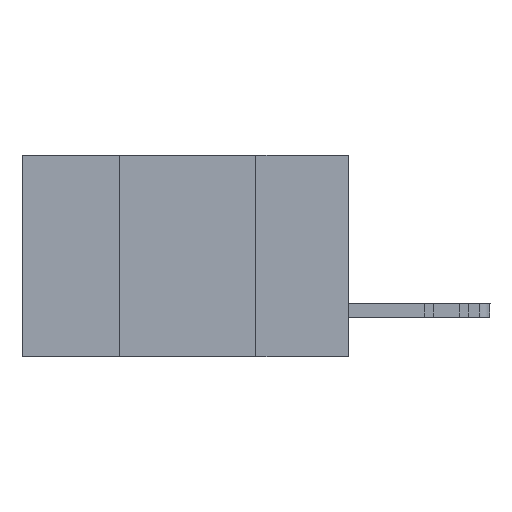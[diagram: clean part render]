
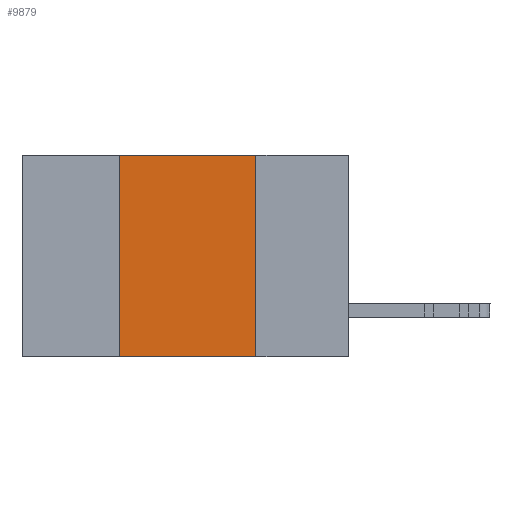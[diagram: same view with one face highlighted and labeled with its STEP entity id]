
A CAD part, left-side view. The second image highlights one B-rep face of the part: STEP entity #9879.
In plain terms, the highlighted planar face has unit normal (-1, 0, 0).
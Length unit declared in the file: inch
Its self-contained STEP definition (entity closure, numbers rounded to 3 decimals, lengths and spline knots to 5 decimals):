
#562 = CARTESIAN_POINT ( 'NONE',  ( 0., 0.17, -0.37 ) ) ;
#3755 = CARTESIAN_POINT ( 'NONE',  ( 0., 0.6, 0. ) ) ;
#4550 = PLANE ( 'NONE',  #7455 ) ;
#4946 = LINE ( 'NONE', #3755, #9221 ) ;
#5634 = DIRECTION ( 'NONE',  ( 0., -1., 0. ) ) ;
#6409 = ORIENTED_EDGE ( 'NONE', *, *, #14436, .T. ) ;
#6531 = VERTEX_POINT ( 'NONE', #562 ) ;
#7455 = AXIS2_PLACEMENT_3D ( 'NONE', #15708, #15424, #15415 ) ;
#8166 = VERTEX_POINT ( 'NONE', #11804 ) ;
#8956 = DIRECTION ( 'NONE',  ( 0., -1., 0. ) ) ;
#9221 = VECTOR ( 'NONE', #5634, 39.37008 ) ;
#9232 = VECTOR ( 'NONE', #22230, 39.37008 ) ;
#9290 = VECTOR ( 'NONE', #8956, 39.37008 ) ;
#9355 = CARTESIAN_POINT ( 'NONE',  ( 0., 0.6, -0.37 ) ) ;
#9715 = VERTEX_POINT ( 'NONE', #17803 ) ;
#9796 = LINE ( 'NONE', #22828, #9232 ) ;
#9879 = ADVANCED_FACE ( 'NONE', ( #19386 ), #4550, .F. ) ;
#9925 = EDGE_CURVE ( 'NONE', #8166, #6531, #9796, .T. ) ;
#9928 = VERTEX_POINT ( 'NONE', #18912 ) ;
#10432 = LINE ( 'NONE', #9355, #9290 ) ;
#10990 = EDGE_CURVE ( 'NONE', #9715, #9928, #19874, .T. ) ;
#11804 = CARTESIAN_POINT ( 'NONE',  ( 0., 0.17, 0. ) ) ;
#14222 = CARTESIAN_POINT ( 'NONE',  ( 0., 0.42, -0.37 ) ) ;
#14436 = EDGE_CURVE ( 'NONE', #9715, #6531, #10432, .T. ) ;
#15183 = VECTOR ( 'NONE', #16147, 39.37008 ) ;
#15415 = DIRECTION ( 'NONE',  ( 0., 0., -1. ) ) ;
#15424 = DIRECTION ( 'NONE',  ( 1., 0., 0. ) ) ;
#15708 = CARTESIAN_POINT ( 'NONE',  ( 0., 0.6, 0. ) ) ;
#15802 = ORIENTED_EDGE ( 'NONE', *, *, #9925, .F. ) ;
#16147 = DIRECTION ( 'NONE',  ( 0., 0., 1. ) ) ;
#17803 = CARTESIAN_POINT ( 'NONE',  ( 0., 0.42, -0.37 ) ) ;
#18912 = CARTESIAN_POINT ( 'NONE',  ( 0., 0.42, 0. ) ) ;
#19386 = FACE_OUTER_BOUND ( 'NONE', #19995, .T. ) ;
#19693 = ORIENTED_EDGE ( 'NONE', *, *, #21803, .F. ) ;
#19874 = LINE ( 'NONE', #14222, #15183 ) ;
#19995 = EDGE_LOOP ( 'NONE', ( #15802, #19693, #20221, #6409 ) ) ;
#20221 = ORIENTED_EDGE ( 'NONE', *, *, #10990, .F. ) ;
#21803 = EDGE_CURVE ( 'NONE', #9928, #8166, #4946, .T. ) ;
#22230 = DIRECTION ( 'NONE',  ( 0., 0., -1. ) ) ;
#22828 = CARTESIAN_POINT ( 'NONE',  ( 0., 0.17, -0.37 ) ) ;
